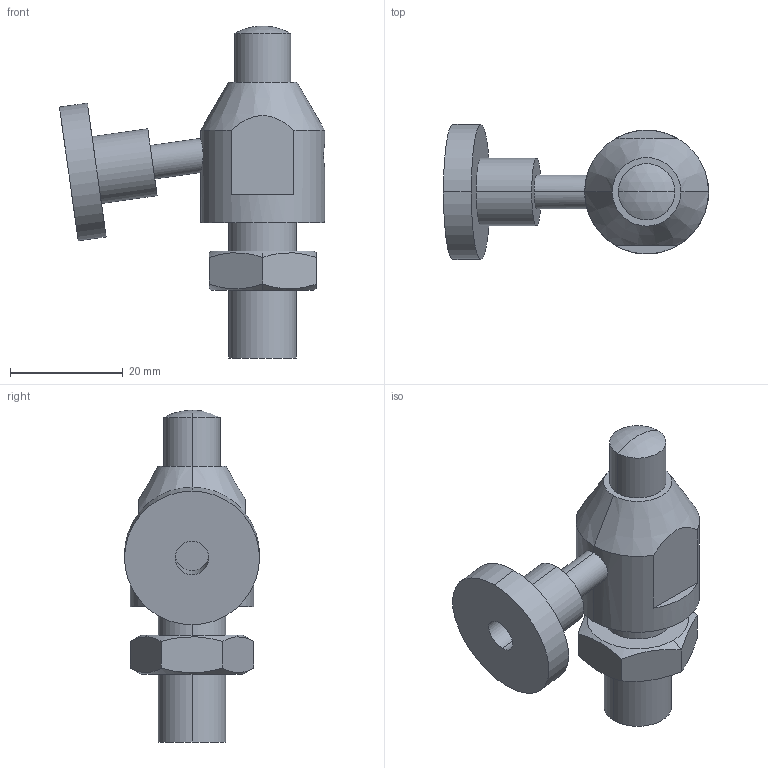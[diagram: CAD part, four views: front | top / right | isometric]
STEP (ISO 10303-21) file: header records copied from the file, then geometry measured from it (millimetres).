
FILE_DESCRIPTION (( 'STEP AP203' ), '1' );
FILE_NAME ('bj360-12001.STEP', '2021-10-25T01:24:58', ( '' ), ( '' ), 'SwSTEP 2.0', 'SolidWorks 2020', '' );
FILE_SCHEMA (( 'CONFIG_CONTROL_DESIGN' ));
Length unit declared in the file: millimetre
Products named in the file (4): bj360-12001_03; bj360-12001_02; bj360-12001_01; bj360-12001
Assembly tree (3 placements, depth 2):
  bj360-12001
    bj360-12001_01
    bj360-12001_02
    bj360-12001_03
Bounding box: 47.11 x 24 x 59 mm (x, y, z)
Volume: 15966.5 mm3; surface area: 7709.7 mm2
Topology: 3 solids, 3 shells, 50 faces, 106 edges, 67 vertices
Faces by surface type: plane 22, cylinder 20, cone 6, sphere 2
Entity records: 2022 total; most frequent: CARTESIAN_POINT 519, DIRECTION 248, ORIENTED_EDGE 212, EDGE_CURVE 106, AXIS2_PLACEMENT_3D 104, VERTEX_POINT 67, EDGE_LOOP 57, ADVANCED_FACE 50
